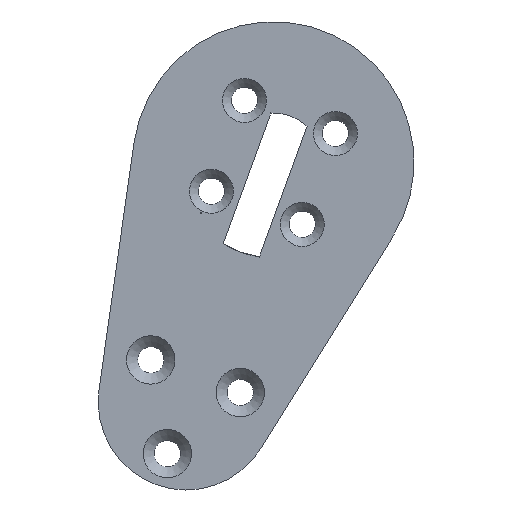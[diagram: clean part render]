
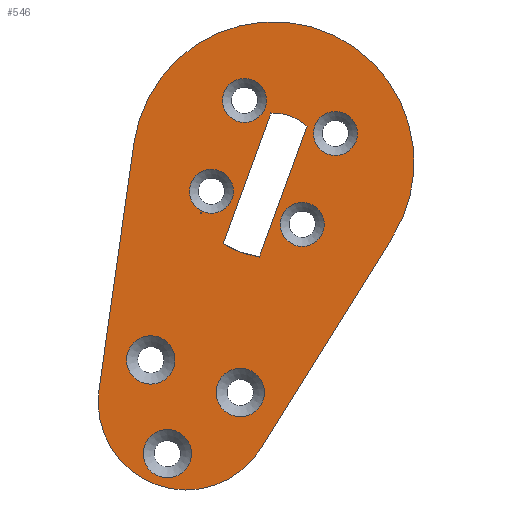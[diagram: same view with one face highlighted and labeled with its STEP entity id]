
A CAD part, left-side view. The second image highlights one B-rep face of the part: STEP entity #546.
In plain terms, the highlighted planar face has unit normal (-1, 0, 0).
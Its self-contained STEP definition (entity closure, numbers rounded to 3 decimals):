
#15=FACE_BOUND('',#81,.T.);
#16=FACE_BOUND('',#82,.T.);
#17=FACE_BOUND('',#83,.T.);
#18=FACE_BOUND('',#84,.T.);
#19=FACE_BOUND('',#85,.T.);
#20=FACE_BOUND('',#86,.T.);
#21=FACE_BOUND('',#87,.T.);
#22=FACE_BOUND('',#88,.T.);
#23=FACE_BOUND('',#89,.T.);
#41=PLANE('',#593);
#51=FACE_OUTER_BOUND('',#80,.T.);
#80=EDGE_LOOP('',(#383,#384,#385,#386,#387));
#81=EDGE_LOOP('',(#388,#389,#390,#391));
#82=EDGE_LOOP('',(#392));
#83=EDGE_LOOP('',(#393));
#84=EDGE_LOOP('',(#394));
#85=EDGE_LOOP('',(#395,#396,#397));
#86=EDGE_LOOP('',(#398));
#87=EDGE_LOOP('',(#399));
#88=EDGE_LOOP('',(#400));
#89=EDGE_LOOP('',(#401));
#126=LINE('',#850,#163);
#130=LINE('',#865,#167);
#131=LINE('',#870,#168);
#132=LINE('',#872,#169);
#133=LINE('',#884,#170);
#163=VECTOR('',#669,10.);
#167=VECTOR('',#683,10.);
#168=VECTOR('',#688,10.);
#169=VECTOR('',#689,10.);
#170=VECTOR('',#700,10.);
#199=CIRCLE('',#588,4.5);
#200=CIRCLE('',#591,2.);
#202=CIRCLE('',#594,8.);
#203=CIRCLE('',#595,1.3);
#204=CIRCLE('',#596,12.8);
#205=CIRCLE('',#597,8.7);
#206=CIRCLE('',#598,2.);
#207=CIRCLE('',#599,2.);
#208=CIRCLE('',#600,2.2);
#209=CIRCLE('',#601,12.8);
#210=CIRCLE('',#602,8.);
#211=CIRCLE('',#603,2.2);
#212=CIRCLE('',#604,2.2);
#213=CIRCLE('',#605,2.);
#242=VERTEX_POINT('',#843);
#243=VERTEX_POINT('',#845);
#244=VERTEX_POINT('',#849);
#246=VERTEX_POINT('',#855);
#248=VERTEX_POINT('',#861);
#249=VERTEX_POINT('',#862);
#250=VERTEX_POINT('',#864);
#251=VERTEX_POINT('',#866);
#252=VERTEX_POINT('',#868);
#253=VERTEX_POINT('',#871);
#254=VERTEX_POINT('',#874);
#255=VERTEX_POINT('',#876);
#256=VERTEX_POINT('',#878);
#257=VERTEX_POINT('',#880);
#258=VERTEX_POINT('',#881);
#259=VERTEX_POINT('',#883);
#260=VERTEX_POINT('',#886);
#261=VERTEX_POINT('',#888);
#262=VERTEX_POINT('',#890);
#294=EDGE_CURVE('',#242,#243,#199,.T.);
#296=EDGE_CURVE('',#244,#243,#126,.T.);
#299=EDGE_CURVE('',#246,#246,#200,.T.);
#302=EDGE_CURVE('',#248,#249,#202,.T.);
#303=EDGE_CURVE('',#250,#248,#130,.T.);
#304=EDGE_CURVE('',#251,#250,#203,.T.);
#305=EDGE_CURVE('',#252,#251,#204,.T.);
#306=EDGE_CURVE('',#249,#252,#131,.T.);
#307=EDGE_CURVE('',#242,#253,#132,.T.);
#308=EDGE_CURVE('',#253,#244,#205,.T.);
#309=EDGE_CURVE('',#254,#254,#206,.T.);
#310=EDGE_CURVE('',#255,#255,#207,.T.);
#311=EDGE_CURVE('',#256,#256,#208,.T.);
#312=EDGE_CURVE('',#257,#258,#209,.T.);
#313=EDGE_CURVE('',#259,#257,#133,.T.);
#314=EDGE_CURVE('',#258,#259,#210,.T.);
#315=EDGE_CURVE('',#260,#260,#211,.T.);
#316=EDGE_CURVE('',#261,#261,#212,.T.);
#317=EDGE_CURVE('',#262,#262,#213,.T.);
#383=ORIENTED_EDGE('',*,*,#302,.F.);
#384=ORIENTED_EDGE('',*,*,#303,.F.);
#385=ORIENTED_EDGE('',*,*,#304,.F.);
#386=ORIENTED_EDGE('',*,*,#305,.F.);
#387=ORIENTED_EDGE('',*,*,#306,.F.);
#388=ORIENTED_EDGE('',*,*,#296,.T.);
#389=ORIENTED_EDGE('',*,*,#294,.F.);
#390=ORIENTED_EDGE('',*,*,#307,.T.);
#391=ORIENTED_EDGE('',*,*,#308,.T.);
#392=ORIENTED_EDGE('',*,*,#309,.F.);
#393=ORIENTED_EDGE('',*,*,#310,.F.);
#394=ORIENTED_EDGE('',*,*,#311,.T.);
#395=ORIENTED_EDGE('',*,*,#312,.F.);
#396=ORIENTED_EDGE('',*,*,#313,.F.);
#397=ORIENTED_EDGE('',*,*,#314,.F.);
#398=ORIENTED_EDGE('',*,*,#315,.T.);
#399=ORIENTED_EDGE('',*,*,#316,.T.);
#400=ORIENTED_EDGE('',*,*,#317,.F.);
#401=ORIENTED_EDGE('',*,*,#299,.F.);
#546=ADVANCED_FACE('',(#51,#15,#16,#17,#18,#19,#20,#21,#22,#23),#41,.F.);
#588=AXIS2_PLACEMENT_3D('',#846,#664,#665);
#591=AXIS2_PLACEMENT_3D('',#856,#674,#675);
#593=AXIS2_PLACEMENT_3D('',#860,#679,#680);
#594=AXIS2_PLACEMENT_3D('',#863,#681,#682);
#595=AXIS2_PLACEMENT_3D('',#867,#684,#685);
#596=AXIS2_PLACEMENT_3D('',#869,#686,#687);
#597=AXIS2_PLACEMENT_3D('',#873,#690,#691);
#598=AXIS2_PLACEMENT_3D('',#875,#692,#693);
#599=AXIS2_PLACEMENT_3D('',#877,#694,#695);
#600=AXIS2_PLACEMENT_3D('',#879,#696,#697);
#601=AXIS2_PLACEMENT_3D('',#882,#698,#699);
#602=AXIS2_PLACEMENT_3D('',#885,#701,#702);
#603=AXIS2_PLACEMENT_3D('',#887,#703,#704);
#604=AXIS2_PLACEMENT_3D('',#889,#705,#706);
#605=AXIS2_PLACEMENT_3D('',#891,#707,#708);
#664=DIRECTION('center_axis',(-1.,0.,0.));
#665=DIRECTION('ref_axis',(0.,-0.707,-0.707));
#669=DIRECTION('',(0.,-0.342,0.94));
#674=DIRECTION('center_axis',(-1.,0.,0.));
#675=DIRECTION('ref_axis',(0.,0.,-1.));
#679=DIRECTION('center_axis',(1.,0.,0.));
#680=DIRECTION('ref_axis',(0.,0.,-1.));
#681=DIRECTION('center_axis',(1.,0.,0.));
#682=DIRECTION('ref_axis',(0.,0.,-1.));
#683=DIRECTION('',(0.,0.529,-0.849));
#684=DIRECTION('center_axis',(-1.,0.,0.));
#685=DIRECTION('ref_axis',(0.,0.422,-0.907));
#686=DIRECTION('center_axis',(1.,0.,0.));
#687=DIRECTION('ref_axis',(0.,0.,-1.));
#688=DIRECTION('',(0.,-0.14,0.99));
#689=DIRECTION('',(0.,0.342,-0.94));
#690=DIRECTION('center_axis',(1.,0.,0.));
#691=DIRECTION('ref_axis',(0.,-0.707,-0.707));
#692=DIRECTION('center_axis',(-1.,0.,0.));
#693=DIRECTION('ref_axis',(0.,0.,-1.));
#694=DIRECTION('center_axis',(-1.,0.,0.));
#695=DIRECTION('ref_axis',(0.,0.,-1.));
#696=DIRECTION('center_axis',(1.,0.,0.));
#697=DIRECTION('ref_axis',(0.,0.,-1.));
#698=DIRECTION('center_axis',(1.,0.,0.));
#699=DIRECTION('ref_axis',(0.,-0.251,0.968));
#700=DIRECTION('',(0.,0.,-1.));
#701=DIRECTION('center_axis',(1.,0.,0.));
#702=DIRECTION('ref_axis',(0.,0.815,-0.579));
#703=DIRECTION('center_axis',(1.,0.,0.));
#704=DIRECTION('ref_axis',(0.,0.,-1.));
#705=DIRECTION('center_axis',(1.,0.,0.));
#706=DIRECTION('ref_axis',(0.,0.,-1.));
#707=DIRECTION('center_axis',(-1.,0.,0.));
#708=DIRECTION('ref_axis',(0.,0.,-1.));
#843=CARTESIAN_POINT('',(-47.1,-62.062,3.297));
#845=CARTESIAN_POINT('',(-47.1,-58.773,4.494));
#846=CARTESIAN_POINT('Origin',(-47.1,-59.,0.));
#849=CARTESIAN_POINT('',(-47.1,-54.441,-7.41));
#850=CARTESIAN_POINT('',(-47.1,-54.444,-7.401));
#855=CARTESIAN_POINT('',(-47.1,-53.36,-0.63));
#856=CARTESIAN_POINT('Origin',(-47.1,-53.36,-2.63));
#860=CARTESIAN_POINT('Origin',(-47.1,-57.433,-8.478));
#861=CARTESIAN_POINT('',(-47.1,-57.854,-26.032));
#862=CARTESIAN_POINT('',(-47.1,-43.144,-20.678));
#863=CARTESIAN_POINT('Origin',(-47.1,-51.065,-21.8));
#864=CARTESIAN_POINT('',(-47.1,-69.737,-6.972));
#865=CARTESIAN_POINT('',(-47.1,-57.854,-26.032));
#866=CARTESIAN_POINT('',(-47.1,-69.735,-6.971));
#867=CARTESIAN_POINT('Origin',(-47.1,-70.3,-5.8));
#868=CARTESIAN_POINT('',(-47.1,-46.326,1.794));
#869=CARTESIAN_POINT('Origin',(-47.1,-59.,0.));
#870=CARTESIAN_POINT('',(-47.1,-43.144,-20.678));
#871=CARTESIAN_POINT('',(-47.1,-57.73,-8.607));
#872=CARTESIAN_POINT('',(-47.1,-58.481,-6.542));
#873=CARTESIAN_POINT('Origin',(-47.1,-59.,0.));
#874=CARTESIAN_POINT('',(-47.1,-61.63,-3.64));
#875=CARTESIAN_POINT('Origin',(-47.1,-61.63,-5.64));
#876=CARTESIAN_POINT('',(-47.1,-56.37,7.64));
#877=CARTESIAN_POINT('Origin',(-47.1,-56.37,5.64));
#878=CARTESIAN_POINT('',(-47.1,-49.355,-24.298));
#879=CARTESIAN_POINT('Origin',(-47.1,-49.355,-26.498));
#880=CARTESIAN_POINT('',(-47.1,-52.4,-4.61));
#881=CARTESIAN_POINT('',(-47.1,-52.476,-4.63));
#882=CARTESIAN_POINT('Origin',(-47.1,-49.185,-17.));
#883=CARTESIAN_POINT('',(-47.1,-52.4,-4.521));
#884=CARTESIAN_POINT('',(-47.1,-52.4,-4.521));
#885=CARTESIAN_POINT('Origin',(-47.1,-59.,0.));
#886=CARTESIAN_POINT('',(-47.1,-47.852,-15.77));
#887=CARTESIAN_POINT('Origin',(-47.1,-47.852,-17.97));
#888=CARTESIAN_POINT('',(-47.1,-55.989,-18.732));
#889=CARTESIAN_POINT('Origin',(-47.1,-55.989,-20.932));
#890=CARTESIAN_POINT('',(-47.1,-64.64,4.63));
#891=CARTESIAN_POINT('Origin',(-47.1,-64.64,2.63));
